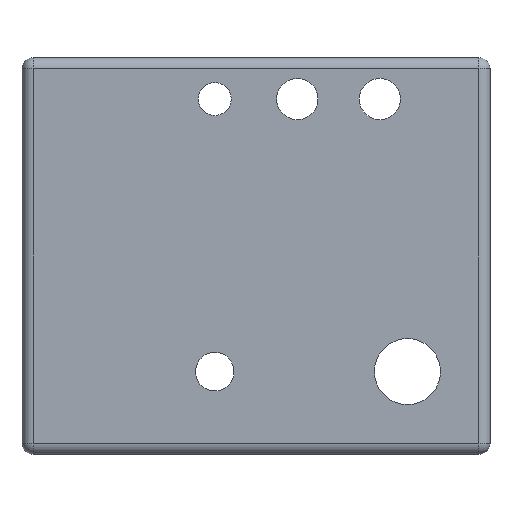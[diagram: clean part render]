
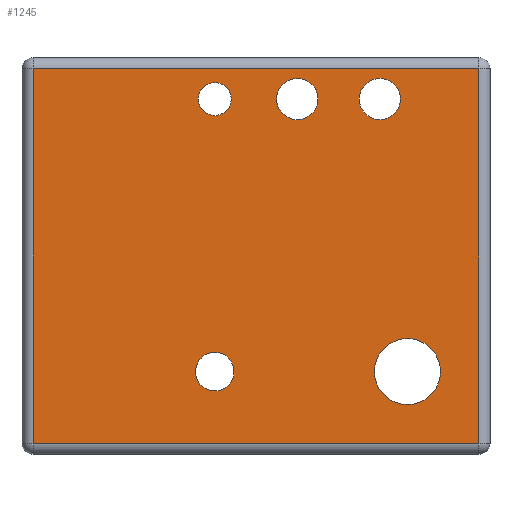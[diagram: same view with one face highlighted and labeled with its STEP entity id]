
A CAD part, front view. The second image highlights one B-rep face of the part: STEP entity #1245.
In plain terms, the highlighted planar face has unit normal (0, -1, 0).
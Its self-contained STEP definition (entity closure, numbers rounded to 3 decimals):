
#2 = DIRECTION ( 'NONE',  ( 0., 0., -1. ) ) ;
#25 = EDGE_CURVE ( 'NONE', #310, #30, #667, .T. ) ;
#30 = VERTEX_POINT ( 'NONE', #1215 ) ;
#45 = AXIS2_PLACEMENT_3D ( 'NONE', #223, #417, #2 ) ;
#59 = CARTESIAN_POINT ( 'NONE',  ( -40.5, 0., -34. ) ) ;
#61 = CARTESIAN_POINT ( 'NONE',  ( 7.5, 0., 28.5 ) ) ;
#64 = CIRCLE ( 'NONE', #87, 3.75 ) ;
#86 = FACE_BOUND ( 'NONE', #579, .T. ) ;
#87 = AXIS2_PLACEMENT_3D ( 'NONE', #1034, #795, #1322 ) ;
#94 = AXIS2_PLACEMENT_3D ( 'NONE', #1111, #794, #804 ) ;
#98 = EDGE_CURVE ( 'NONE', #838, #732, #160, .T. ) ;
#105 = CARTESIAN_POINT ( 'NONE',  ( 27.5, 0., -21. ) ) ;
#120 = CARTESIAN_POINT ( 'NONE',  ( 22.5, 0., 28.5 ) ) ;
#122 = LINE ( 'NONE', #291, #140 ) ;
#136 = VECTOR ( 'NONE', #762, 1000. ) ;
#140 = VECTOR ( 'NONE', #948, 1000. ) ;
#141 = EDGE_CURVE ( 'NONE', #964, #838, #122, .T. ) ;
#151 = VERTEX_POINT ( 'NONE', #399 ) ;
#153 = CARTESIAN_POINT ( 'NONE',  ( 40.5, 0., 0. ) ) ;
#157 = AXIS2_PLACEMENT_3D ( 'NONE', #1225, #293, #1016 ) ;
#158 = ORIENTED_EDGE ( 'NONE', *, *, #141, .T. ) ;
#160 = LINE ( 'NONE', #811, #1019 ) ;
#178 = ORIENTED_EDGE ( 'NONE', *, *, #796, .F. ) ;
#215 = AXIS2_PLACEMENT_3D ( 'NONE', #741, #1050, #959 ) ;
#220 = DIRECTION ( 'NONE',  ( 0., 0., -1. ) ) ;
#223 = CARTESIAN_POINT ( 'NONE',  ( -7.5, 0., -21. ) ) ;
#259 = VECTOR ( 'NONE', #367, 1000. ) ;
#279 = CIRCLE ( 'NONE', #329, 3.75 ) ;
#290 = VERTEX_POINT ( 'NONE', #881 ) ;
#291 = CARTESIAN_POINT ( 'NONE',  ( -40.5, 0., 0. ) ) ;
#293 = DIRECTION ( 'NONE',  ( 0., -1., 0. ) ) ;
#296 = AXIS2_PLACEMENT_3D ( 'NONE', #120, #554, #447 ) ;
#310 = VERTEX_POINT ( 'NONE', #349 ) ;
#317 = FACE_BOUND ( 'NONE', #991, .T. ) ;
#323 = AXIS2_PLACEMENT_3D ( 'NONE', #833, #1159, #220 ) ;
#329 = AXIS2_PLACEMENT_3D ( 'NONE', #61, #837, #1257 ) ;
#342 = VERTEX_POINT ( 'NONE', #613 ) ;
#343 = DIRECTION ( 'NONE',  ( 1., 0., 0. ) ) ;
#349 = CARTESIAN_POINT ( 'NONE',  ( -7.5, 0., 31.5 ) ) ;
#366 = AXIS2_PLACEMENT_3D ( 'NONE', #105, #442, #981 ) ;
#367 = DIRECTION ( 'NONE',  ( 0., 0., 1. ) ) ;
#377 = EDGE_CURVE ( 'NONE', #151, #1244, #279, .T. ) ;
#393 = DIRECTION ( 'NONE',  ( 0., 0., -1. ) ) ;
#399 = CARTESIAN_POINT ( 'NONE',  ( 7.5, 0., 32.25 ) ) ;
#402 = FACE_BOUND ( 'NONE', #870, .T. ) ;
#417 = DIRECTION ( 'NONE',  ( 0., -1., 0. ) ) ;
#427 = ORIENTED_EDGE ( 'NONE', *, *, #1201, .F. ) ;
#432 = CIRCLE ( 'NONE', #787, 3.75 ) ;
#442 = DIRECTION ( 'NONE',  ( 0., -1., 0. ) ) ;
#447 = DIRECTION ( 'NONE',  ( 0., 0., -1. ) ) ;
#468 = ORIENTED_EDGE ( 'NONE', *, *, #766, .T. ) ;
#479 = CARTESIAN_POINT ( 'NONE',  ( 27.5, 0., -27. ) ) ;
#490 = EDGE_LOOP ( 'NONE', ( #427, #1348 ) ) ;
#491 = LINE ( 'NONE', #153, #259 ) ;
#513 = EDGE_CURVE ( 'NONE', #772, #696, #1366, .T. ) ;
#516 = ORIENTED_EDGE ( 'NONE', *, *, #808, .F. ) ;
#525 = FACE_BOUND ( 'NONE', #825, .T. ) ;
#529 = ORIENTED_EDGE ( 'NONE', *, *, #25, .F. ) ;
#554 = DIRECTION ( 'NONE',  ( 0., -1., 0. ) ) ;
#565 = CIRCLE ( 'NONE', #323, 3.5 ) ;
#579 = EDGE_LOOP ( 'NONE', ( #1125, #1311 ) ) ;
#613 = CARTESIAN_POINT ( 'NONE',  ( 22.5, 0., 24.75 ) ) ;
#662 = DIRECTION ( 'NONE',  ( 0., -1., 0. ) ) ;
#663 = CIRCLE ( 'NONE', #45, 3.5 ) ;
#667 = CIRCLE ( 'NONE', #94, 3. ) ;
#696 = VERTEX_POINT ( 'NONE', #1301 ) ;
#711 = EDGE_CURVE ( 'NONE', #342, #784, #900, .T. ) ;
#732 = VERTEX_POINT ( 'NONE', #1139 ) ;
#741 = CARTESIAN_POINT ( 'NONE',  ( 0., 0., 0. ) ) ;
#762 = DIRECTION ( 'NONE',  ( -1., 0., 0. ) ) ;
#766 = EDGE_CURVE ( 'NONE', #732, #290, #491, .T. ) ;
#772 = VERTEX_POINT ( 'NONE', #479 ) ;
#784 = VERTEX_POINT ( 'NONE', #1132 ) ;
#787 = AXIS2_PLACEMENT_3D ( 'NONE', #872, #662, #1291 ) ;
#794 = DIRECTION ( 'NONE',  ( 0., -1., 0. ) ) ;
#795 = DIRECTION ( 'NONE',  ( 0., -1., 0. ) ) ;
#796 = EDGE_CURVE ( 'NONE', #1244, #151, #64, .T. ) ;
#804 = DIRECTION ( 'NONE',  ( 0., 0., -1. ) ) ;
#808 = EDGE_CURVE ( 'NONE', #30, #310, #1310, .T. ) ;
#811 = CARTESIAN_POINT ( 'NONE',  ( 0., 0., -34. ) ) ;
#825 = EDGE_LOOP ( 'NONE', ( #516, #529 ) ) ;
#833 = CARTESIAN_POINT ( 'NONE',  ( -7.5, 0., -21. ) ) ;
#836 = PLANE ( 'NONE',  #215 ) ;
#837 = DIRECTION ( 'NONE',  ( 0., -1., 0. ) ) ;
#838 = VERTEX_POINT ( 'NONE', #59 ) ;
#870 = EDGE_LOOP ( 'NONE', ( #178, #909 ) ) ;
#872 = CARTESIAN_POINT ( 'NONE',  ( 22.5, 0., 28.5 ) ) ;
#880 = VERTEX_POINT ( 'NONE', #1075 ) ;
#881 = CARTESIAN_POINT ( 'NONE',  ( 40.5, 0., 34. ) ) ;
#883 = LINE ( 'NONE', #989, #136 ) ;
#900 = CIRCLE ( 'NONE', #296, 3.75 ) ;
#906 = ORIENTED_EDGE ( 'NONE', *, *, #711, .F. ) ;
#909 = ORIENTED_EDGE ( 'NONE', *, *, #377, .F. ) ;
#933 = CARTESIAN_POINT ( 'NONE',  ( -7.5, 0., 28.5 ) ) ;
#938 = EDGE_CURVE ( 'NONE', #1207, #880, #565, .T. ) ;
#943 = FACE_OUTER_BOUND ( 'NONE', #1151, .T. ) ;
#948 = DIRECTION ( 'NONE',  ( 0., 0., -1. ) ) ;
#959 = DIRECTION ( 'NONE',  ( 0., 0., 1. ) ) ;
#964 = VERTEX_POINT ( 'NONE', #1062 ) ;
#973 = CARTESIAN_POINT ( 'NONE',  ( -7.5, 0., -17.5 ) ) ;
#981 = DIRECTION ( 'NONE',  ( 0., 0., -1. ) ) ;
#983 = ORIENTED_EDGE ( 'NONE', *, *, #1003, .F. ) ;
#989 = CARTESIAN_POINT ( 'NONE',  ( 0., 0., 34. ) ) ;
#991 = EDGE_LOOP ( 'NONE', ( #906, #983 ) ) ;
#1003 = EDGE_CURVE ( 'NONE', #784, #342, #432, .T. ) ;
#1011 = ORIENTED_EDGE ( 'NONE', *, *, #1302, .T. ) ;
#1016 = DIRECTION ( 'NONE',  ( 0., 0., -1. ) ) ;
#1019 = VECTOR ( 'NONE', #343, 1000. ) ;
#1034 = CARTESIAN_POINT ( 'NONE',  ( 7.5, 0., 28.5 ) ) ;
#1050 = DIRECTION ( 'NONE',  ( 0., 1., 0. ) ) ;
#1062 = CARTESIAN_POINT ( 'NONE',  ( -40.5, 0., 34. ) ) ;
#1074 = EDGE_CURVE ( 'NONE', #696, #772, #1333, .T. ) ;
#1075 = CARTESIAN_POINT ( 'NONE',  ( -7.5, 0., -24.5 ) ) ;
#1111 = CARTESIAN_POINT ( 'NONE',  ( -7.5, 0., 28.5 ) ) ;
#1115 = ORIENTED_EDGE ( 'NONE', *, *, #98, .T. ) ;
#1125 = ORIENTED_EDGE ( 'NONE', *, *, #513, .F. ) ;
#1132 = CARTESIAN_POINT ( 'NONE',  ( 22.5, 0., 32.25 ) ) ;
#1139 = CARTESIAN_POINT ( 'NONE',  ( 40.5, 0., -34. ) ) ;
#1143 = AXIS2_PLACEMENT_3D ( 'NONE', #933, #1344, #393 ) ;
#1151 = EDGE_LOOP ( 'NONE', ( #468, #1011, #158, #1115 ) ) ;
#1159 = DIRECTION ( 'NONE',  ( 0., -1., 0. ) ) ;
#1166 = CARTESIAN_POINT ( 'NONE',  ( 7.5, 0., 24.75 ) ) ;
#1201 = EDGE_CURVE ( 'NONE', #880, #1207, #663, .T. ) ;
#1207 = VERTEX_POINT ( 'NONE', #973 ) ;
#1215 = CARTESIAN_POINT ( 'NONE',  ( -7.5, 0., 25.5 ) ) ;
#1225 = CARTESIAN_POINT ( 'NONE',  ( 27.5, 0., -21. ) ) ;
#1244 = VERTEX_POINT ( 'NONE', #1166 ) ;
#1245 = ADVANCED_FACE ( 'NONE', ( #943, #86, #1352, #317, #402, #525 ), #836, .F. ) ;
#1257 = DIRECTION ( 'NONE',  ( 0., 0., -1. ) ) ;
#1291 = DIRECTION ( 'NONE',  ( 0., 0., -1. ) ) ;
#1301 = CARTESIAN_POINT ( 'NONE',  ( 27.5, 0., -15. ) ) ;
#1302 = EDGE_CURVE ( 'NONE', #290, #964, #883, .T. ) ;
#1310 = CIRCLE ( 'NONE', #1143, 3. ) ;
#1311 = ORIENTED_EDGE ( 'NONE', *, *, #1074, .F. ) ;
#1322 = DIRECTION ( 'NONE',  ( 0., 0., -1. ) ) ;
#1333 = CIRCLE ( 'NONE', #157, 6. ) ;
#1344 = DIRECTION ( 'NONE',  ( 0., -1., 0. ) ) ;
#1348 = ORIENTED_EDGE ( 'NONE', *, *, #938, .F. ) ;
#1352 = FACE_BOUND ( 'NONE', #490, .T. ) ;
#1366 = CIRCLE ( 'NONE', #366, 6. ) ;
